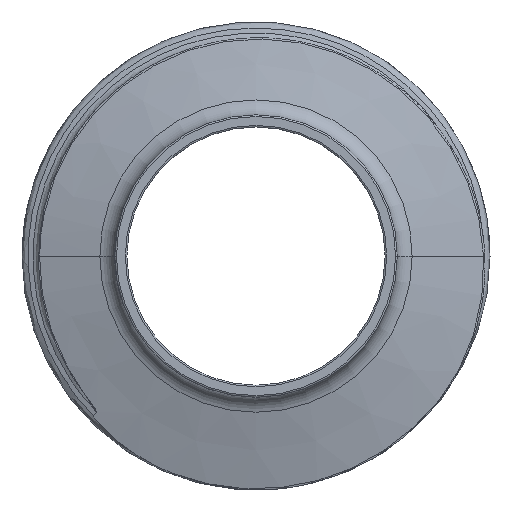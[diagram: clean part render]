
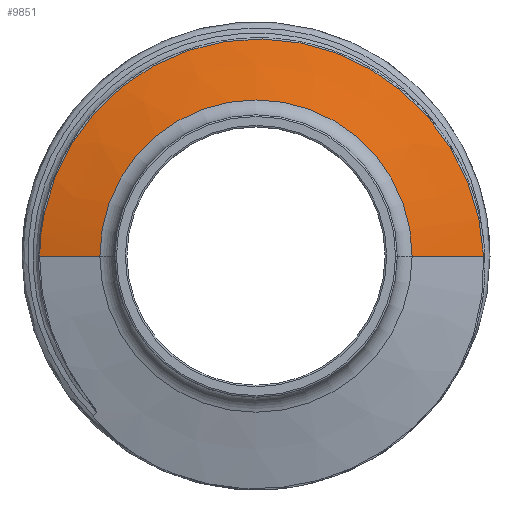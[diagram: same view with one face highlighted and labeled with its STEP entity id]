
A CAD part, left-side view. The second image highlights one B-rep face of the part: STEP entity #9851.
In plain terms, the highlighted conical face has half-angle 75 degrees and reference radius 29 mm.
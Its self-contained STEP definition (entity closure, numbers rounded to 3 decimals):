
#252 = EDGE_LOOP ( 'NONE', ( #10949, #4748, #7795, #13243 ) ) ;
#770 = CARTESIAN_POINT ( 'NONE',  ( -14.32, -26.483, 8.656 ) ) ;
#851 = CARTESIAN_POINT ( 'NONE',  ( -14.604, 23.921, 12. ) ) ;
#911 = CARTESIAN_POINT ( 'NONE',  ( -14.592, 26.559, 3.538 ) ) ;
#981 = CARTESIAN_POINT ( 'NONE',  ( -14.562, 0.352, 26.916 ) ) ;
#1046 = CARTESIAN_POINT ( 'NONE',  ( -14.352, -25.394, 11.065 ) ) ;
#1142 = B_SPLINE_CURVE_WITH_KNOTS ( 'NONE', 3,
 ( #15044, #18326, #13971, #10677, #9306, #2573, #2512, #4044, #770, #1046, #2711, #17354, #12341, #15881, #5967, #14039, #17494, #17553, #9238, #14116, #20782, #5899, #15594, #12605, #10880, #15735, #5689, #19198, #17287, #981, #4249, #19004, #14178, #15813, #10813, #7354, #4105, #5759, #18928, #19137, #9040, #10748, #17418, #5835, #2432, #12474, #15668, #19072, #7428, #9107, #20641, #851, #12401, #12543, #20845, #7638, #9175, #7500, #20711, #911, #2643, #4312, #21057, #14457 ),
 .UNSPECIFIED., .F., .F.,
 ( 4, 2, 2, 2, 2, 2, 2, 2, 2, 2, 2, 2, 2, 2, 2, 2, 2, 2, 2, 2, 2, 2, 2, 2, 2, 2, 2, 2, 2, 2, 2, 4 ),
 ( 0.015, 0.018, 0.019, 0.02, 0.026, 0.028, 0.031, 0.034, 0.036, 0.042, 0.044, 0.047, 0.05, 0.052, 0.058, 0.06, 0.062, 0.063, 0.068, 0.071, 0.072, 0.074, 0.076, 0.079, 0.085, 0.087, 0.09, 0.093, 0.095, 0.097, 0.098, 0.101 ),
 .UNSPECIFIED. ) ;
#1418 = DIRECTION ( 'NONE',  ( 0., 1., 0. ) ) ;
#1541 = VERTEX_POINT ( 'NONE', #20012 ) ;
#2432 = CARTESIAN_POINT ( 'NONE',  ( -14.599, 16.031, 21.449 ) ) ;
#2512 = CARTESIAN_POINT ( 'NONE',  ( -14.271, -27.573, 4.818 ) ) ;
#2573 = CARTESIAN_POINT ( 'NONE',  ( -14.266, -27.667, 4.38 ) ) ;
#2643 = CARTESIAN_POINT ( 'NONE',  ( -14.591, 26.618, 3.095 ) ) ;
#2711 = CARTESIAN_POINT ( 'NONE',  ( -14.363, -24.991, 11.851 ) ) ;
#3299 = CARTESIAN_POINT ( 'NONE',  ( -14.213, -28.204, 0. ) ) ;
#3329 = CARTESIAN_POINT ( 'NONE',  ( -14., 0., 0. ) ) ;
#3357 = VERTEX_POINT ( 'NONE', #9090 ) ;
#3554 = VERTEX_POINT ( 'NONE', #8050 ) ;
#4044 = CARTESIAN_POINT ( 'NONE',  ( -14.298, -27.056, 6.987 ) ) ;
#4105 = CARTESIAN_POINT ( 'NONE',  ( -14.584, 8.216, 25.591 ) ) ;
#4249 = CARTESIAN_POINT ( 'NONE',  ( -14.565, 1.243, 26.879 ) ) ;
#4312 = CARTESIAN_POINT ( 'NONE',  ( -14.588, 26.761, 1.766 ) ) ;
#4748 = ORIENTED_EDGE ( 'NONE', *, *, #19359, .T. ) ;
#5000 = DIRECTION ( 'NONE',  ( 0., 1., 0. ) ) ;
#5689 = CARTESIAN_POINT ( 'NONE',  ( -14.535, -6.67, 26.183 ) ) ;
#5692 = CARTESIAN_POINT ( 'NONE',  ( -14., 29., 0. ) ) ;
#5759 = CARTESIAN_POINT ( 'NONE',  ( -14.59, 10.668, 24.6 ) ) ;
#5835 = CARTESIAN_POINT ( 'NONE',  ( -14.598, 15.31, 21.975 ) ) ;
#5899 = CARTESIAN_POINT ( 'NONE',  ( -14.504, -12.514, 24.075 ) ) ;
#5967 = CARTESIAN_POINT ( 'NONE',  ( -14.418, -22.078, 16.32 ) ) ;
#7354 = CARTESIAN_POINT ( 'NONE',  ( -14.58, 6.525, 26.091 ) ) ;
#7428 = CARTESIAN_POINT ( 'NONE',  ( -14.604, 21.098, 16.531 ) ) ;
#7500 = CARTESIAN_POINT ( 'NONE',  ( -14.595, 26.34, 4.854 ) ) ;
#7638 = CARTESIAN_POINT ( 'NONE',  ( -14.598, 25.846, 7.016 ) ) ;
#7795 = ORIENTED_EDGE ( 'NONE', *, *, #12715, .T. ) ;
#7870 = VERTEX_POINT ( 'NONE', #3299 ) ;
#8050 = CARTESIAN_POINT ( 'NONE',  ( -16.585, 19.353, 0. ) ) ;
#9040 = CARTESIAN_POINT ( 'NONE',  ( -14.594, 13.046, 23.394 ) ) ;
#9090 = CARTESIAN_POINT ( 'NONE',  ( -14.584, 26.822, 0. ) ) ;
#9107 = CARTESIAN_POINT ( 'NONE',  ( -14.604, 22.6, 14.328 ) ) ;
#9175 = CARTESIAN_POINT ( 'NONE',  ( -14.597, 26.069, 6.158 ) ) ;
#9238 = CARTESIAN_POINT ( 'NONE',  ( -14.473, -17.059, 21.305 ) ) ;
#9306 = CARTESIAN_POINT ( 'NONE',  ( -14.255, -27.831, 3.507 ) ) ;
#9851 = ADVANCED_FACE ( 'NONE', ( #13899 ), #13401, .T. ) ;
#10677 = CARTESIAN_POINT ( 'NONE',  ( -14.25, -27.903, 3.07 ) ) ;
#10748 = CARTESIAN_POINT ( 'NONE',  ( -14.596, 13.815, 22.942 ) ) ;
#10813 = CARTESIAN_POINT ( 'NONE',  ( -14.574, 4.34, 26.509 ) ) ;
#10880 = CARTESIAN_POINT ( 'NONE',  ( -14.522, -9.223, 25.445 ) ) ;
#10949 = ORIENTED_EDGE ( 'NONE', *, *, #20975, .T. ) ;
#10999 = LINE ( 'NONE', #5692, #17506 ) ;
#11353 = EDGE_CURVE ( 'NONE', #3554, #3357, #10999, .T. ) ;
#12341 = CARTESIAN_POINT ( 'NONE',  ( -14.393, -23.637, 14.152 ) ) ;
#12401 = CARTESIAN_POINT ( 'NONE',  ( -14.603, 24.31, 11.196 ) ) ;
#12434 = DIRECTION ( 'NONE',  ( 0.259, -0.966, 0. ) ) ;
#12474 = CARTESIAN_POINT ( 'NONE',  ( -14.601, 17.42, 20.329 ) ) ;
#12543 = CARTESIAN_POINT ( 'NONE',  ( -14.602, 25.008, 9.552 ) ) ;
#12605 = CARTESIAN_POINT ( 'NONE',  ( -14.518, -10.066, 25.142 ) ) ;
#12715 = EDGE_CURVE ( 'NONE', #7870, #3357, #1142, .T. ) ;
#13243 = ORIENTED_EDGE ( 'NONE', *, *, #11353, .F. ) ;
#13401 = CONICAL_SURFACE ( 'NONE', #20327, 29., 1.309 ) ;
#13899 = FACE_OUTER_BOUND ( 'NONE', #252, .T. ) ;
#13943 = CIRCLE ( 'NONE', #15183, 19.353 ) ;
#13971 = CARTESIAN_POINT ( 'NONE',  ( -14.234, -28.086, 1.757 ) ) ;
#14039 = CARTESIAN_POINT ( 'NONE',  ( -14.433, -20.928, 17.683 ) ) ;
#14116 = CARTESIAN_POINT ( 'NONE',  ( -14.489, -14.852, 22.774 ) ) ;
#14178 = CARTESIAN_POINT ( 'NONE',  ( -14.57, 3.016, 26.707 ) ) ;
#14457 = CARTESIAN_POINT ( 'NONE',  ( -14.584, 26.822, 0. ) ) ;
#15044 = CARTESIAN_POINT ( 'NONE',  ( -14.213, -28.204, 0. ) ) ;
#15183 = AXIS2_PLACEMENT_3D ( 'NONE', #16101, #21072, #1418 ) ;
#15594 = CARTESIAN_POINT ( 'NONE',  ( -14.509, -11.71, 24.457 ) ) ;
#15668 = CARTESIAN_POINT ( 'NONE',  ( -14.602, 18.081, 19.739 ) ) ;
#15735 = CARTESIAN_POINT ( 'NONE',  ( -14.531, -7.526, 25.966 ) ) ;
#15813 = CARTESIAN_POINT ( 'NONE',  ( -14.573, 3.898, 26.582 ) ) ;
#15881 = CARTESIAN_POINT ( 'NONE',  ( -14.41, -22.619, 15.614 ) ) ;
#16101 = CARTESIAN_POINT ( 'NONE',  ( -16.585, 0., 0. ) ) ;
#17287 = CARTESIAN_POINT ( 'NONE',  ( -14.553, -2.325, 26.896 ) ) ;
#17354 = CARTESIAN_POINT ( 'NONE',  ( -14.383, -24.113, 13.394 ) ) ;
#17418 = CARTESIAN_POINT ( 'NONE',  ( -14.596, 14.193, 22.707 ) ) ;
#17494 = CARTESIAN_POINT ( 'NONE',  ( -14.44, -20.32, 18.337 ) ) ;
#17506 = VECTOR ( 'NONE', #20578, 1000. ) ;
#17553 = CARTESIAN_POINT ( 'NONE',  ( -14.461, -18.426, 20.195 ) ) ;
#18326 = CARTESIAN_POINT ( 'NONE',  ( -14.224, -28.166, 0.88 ) ) ;
#18928 = CARTESIAN_POINT ( 'NONE',  ( -14.591, 11.472, 24.229 ) ) ;
#19004 = CARTESIAN_POINT ( 'NONE',  ( -14.569, 2.573, 26.758 ) ) ;
#19072 = CARTESIAN_POINT ( 'NONE',  ( -14.604, 19.968, 17.882 ) ) ;
#19102 = CARTESIAN_POINT ( 'NONE',  ( -14., -29., 0. ) ) ;
#19137 = CARTESIAN_POINT ( 'NONE',  ( -14.594, 12.655, 23.611 ) ) ;
#19198 = CARTESIAN_POINT ( 'NONE',  ( -14.546, -4.08, 26.71 ) ) ;
#19359 = EDGE_CURVE ( 'NONE', #1541, #7870, #20256, .T. ) ;
#19819 = DIRECTION ( 'NONE',  ( 1., 0., 0. ) ) ;
#20012 = CARTESIAN_POINT ( 'NONE',  ( -16.585, -19.353, 0. ) ) ;
#20256 = LINE ( 'NONE', #19102, #20753 ) ;
#20327 = AXIS2_PLACEMENT_3D ( 'NONE', #3329, #19819, #5000 ) ;
#20578 = DIRECTION ( 'NONE',  ( 0.259, 0.966, 0. ) ) ;
#20641 = CARTESIAN_POINT ( 'NONE',  ( -14.604, 23.067, 13.564 ) ) ;
#20711 = CARTESIAN_POINT ( 'NONE',  ( -14.594, 26.42, 4.418 ) ) ;
#20753 = VECTOR ( 'NONE', #12434, 1000. ) ;
#20782 = CARTESIAN_POINT ( 'NONE',  ( -14.494, -14.087, 23.233 ) ) ;
#20845 = CARTESIAN_POINT ( 'NONE',  ( -14.601, 25.316, 8.712 ) ) ;
#20975 = EDGE_CURVE ( 'NONE', #3554, #1541, #13943, .T. ) ;
#21057 = CARTESIAN_POINT ( 'NONE',  ( -14.586, 26.813, 0.882 ) ) ;
#21072 = DIRECTION ( 'NONE',  ( 1., 0., 0. ) ) ;
